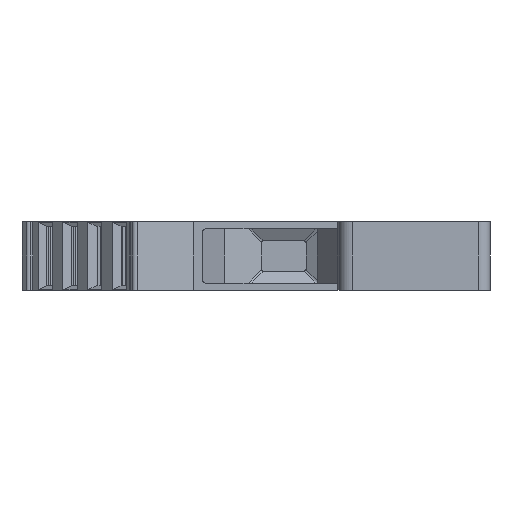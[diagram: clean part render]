
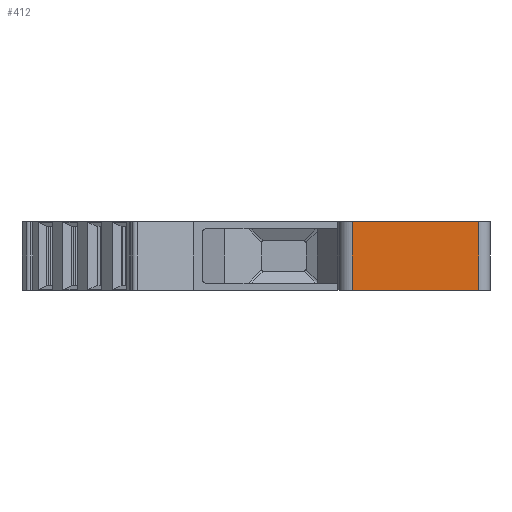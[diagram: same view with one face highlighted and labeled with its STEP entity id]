
A CAD part, left-side view. The second image highlights one B-rep face of the part: STEP entity #412.
In plain terms, the highlighted planar face has unit normal (-1, 0, 0).
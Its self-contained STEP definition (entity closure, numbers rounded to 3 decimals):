
#412=ADVANCED_FACE('',(#821),#628,.F.);
#628=PLANE('',#4706);
#821=FACE_OUTER_BOUND('',#1070,.T.);
#1070=EDGE_LOOP('',(#1651,#1652,#1653,#1654));
#1264=B_SPLINE_CURVE_WITH_KNOTS('',2,(#6230,#6231,#6232),.UNSPECIFIED.,.F.,
 .F.,(3,3),(0.,1.),.UNSPECIFIED.);
#1293=B_SPLINE_CURVE_WITH_KNOTS('',2,(#6760,#6761,#6762),.UNSPECIFIED.,.F.,
 .F.,(3,3),(0.,1.),.UNSPECIFIED.);
#1651=ORIENTED_EDGE('',*,*,#3136,.T.);
#1652=ORIENTED_EDGE('',*,*,#3311,.F.);
#1653=ORIENTED_EDGE('',*,*,#3312,.F.);
#1654=ORIENTED_EDGE('',*,*,#3309,.T.);
#2684=VERTEX_POINT('',#6229);
#2685=VERTEX_POINT('',#6233);
#2809=VERTEX_POINT('',#6753);
#2810=VERTEX_POINT('',#6759);
#3136=EDGE_CURVE('',#2685,#2684,#1264,.T.);
#3309=EDGE_CURVE('',#2809,#2685,#3850,.T.);
#3311=EDGE_CURVE('',#2810,#2684,#3851,.T.);
#3312=EDGE_CURVE('',#2809,#2810,#1293,.T.);
#3850=LINE('',#6752,#4296);
#3851=LINE('',#6758,#4297);
#4296=VECTOR('',#5197,1.);
#4297=VECTOR('',#5200,1.);
#4706=AXIS2_PLACEMENT_3D('',#6763,#5201,#5202);
#5197=DIRECTION('',(0.,0.,-1.));
#5200=DIRECTION('',(0.,0.,-1.));
#5201=DIRECTION('',(1.,0.,0.));
#5202=DIRECTION('',(0.,1.,0.));
#6229=CARTESIAN_POINT('',(-22.5,-2.5,0.));
#6230=CARTESIAN_POINT('',(-22.5,8.703,0.));
#6231=CARTESIAN_POINT('',(-22.5,3.102,0.));
#6232=CARTESIAN_POINT('',(-22.5,-2.5,0.));
#6233=CARTESIAN_POINT('',(-22.5,8.703,0.));
#6752=CARTESIAN_POINT('',(-22.5,8.703,3.05));
#6753=CARTESIAN_POINT('',(-22.5,8.703,6.1));
#6758=CARTESIAN_POINT('',(-22.5,-2.5,3.05));
#6759=CARTESIAN_POINT('',(-22.5,-2.5,6.1));
#6760=CARTESIAN_POINT('',(-22.5,8.703,6.1));
#6761=CARTESIAN_POINT('',(-22.5,3.102,6.1));
#6762=CARTESIAN_POINT('',(-22.5,-2.5,6.1));
#6763=CARTESIAN_POINT('',(-22.5,8.703,3.05));
